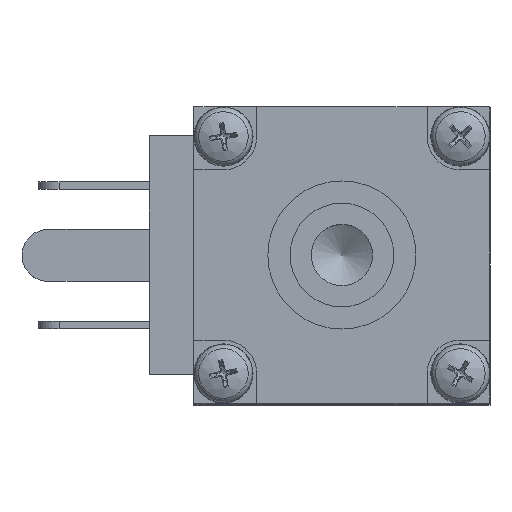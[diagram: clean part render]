
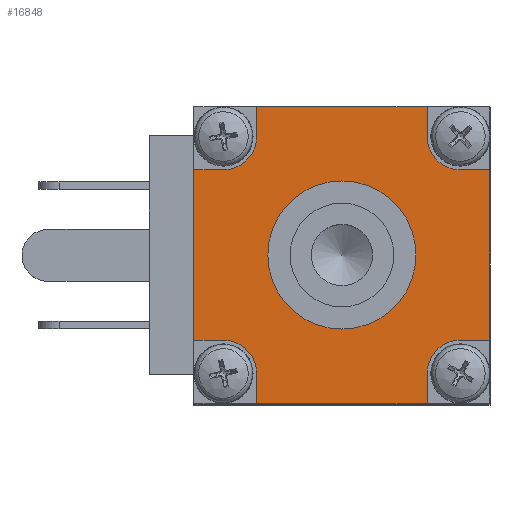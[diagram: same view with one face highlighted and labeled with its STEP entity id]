
A CAD part, top view. The second image highlights one B-rep face of the part: STEP entity #16848.
In plain terms, the highlighted planar face has unit normal (0, 0, 1).
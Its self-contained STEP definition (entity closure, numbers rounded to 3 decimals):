
#2215 = VECTOR ( 'NONE', #4065, 1000. ) ;
#2216 = LINE ( 'NONE', #4054, #2222 ) ;
#2220 = LINE ( 'NONE', #4064, #2215 ) ;
#2222 = VECTOR ( 'NONE', #4067, 1000. ) ;
#2249 = LINE ( 'NONE', #4122, #2260 ) ;
#2257 = LINE ( 'NONE', #4154, #2267 ) ;
#2259 = CIRCLE ( 'NONE', #17724, 5. ) ;
#2260 = VECTOR ( 'NONE', #4123, 1000. ) ;
#2267 = VECTOR ( 'NONE', #4155, 1000. ) ;
#2287 = LINE ( 'NONE', #4183, #2289 ) ;
#2289 = VECTOR ( 'NONE', #4187, 1000. ) ;
#2298 = LINE ( 'NONE', #4209, #2304 ) ;
#2304 = VECTOR ( 'NONE', #4215, 1000. ) ;
#2306 = LINE ( 'NONE', #4216, #2307 ) ;
#2307 = VECTOR ( 'NONE', #4217, 1000. ) ;
#2360 = LINE ( 'NONE', #4357, #2362 ) ;
#2361 = LINE ( 'NONE', #4378, #2371 ) ;
#2362 = VECTOR ( 'NONE', #4358, 1000. ) ;
#2371 = VECTOR ( 'NONE', #4379, 1000. ) ;
#2405 = CIRCLE ( 'NONE', #17750, 2.25 ) ;
#2450 = CIRCLE ( 'NONE', #17767, 2.25 ) ;
#2451 = CIRCLE ( 'NONE', #17769, 2.25 ) ;
#2465 = CIRCLE ( 'NONE', #17777, 2.25 ) ;
#2484 = LINE ( 'NONE', #5284, #2485 ) ;
#2485 = VECTOR ( 'NONE', #5285, 1000. ) ;
#2486 = LINE ( 'NONE', #5286, #2487 ) ;
#2487 = VECTOR ( 'NONE', #5287, 1000. ) ;
#2495 = LINE ( 'NONE', #5299, #2499 ) ;
#2499 = VECTOR ( 'NONE', #5309, 1000. ) ;
#2927 = CARTESIAN_POINT ( 'NONE',  ( 5.75, -10., 77. ) ) ;
#2996 = CARTESIAN_POINT ( 'NONE',  ( 8., -5.75, 77. ) ) ;
#2998 = CARTESIAN_POINT ( 'NONE',  ( 5.75, -8., 77. ) ) ;
#3001 = CARTESIAN_POINT ( 'NONE',  ( 5.75, 8., 77. ) ) ;
#3003 = CARTESIAN_POINT ( 'NONE',  ( 8., 5.75, 77. ) ) ;
#3037 = CARTESIAN_POINT ( 'NONE',  ( -10., 5.75, 77. ) ) ;
#3040 = CARTESIAN_POINT ( 'NONE',  ( -8., -5.75, 77. ) ) ;
#3041 = CARTESIAN_POINT ( 'NONE',  ( -10., -5.75, 77. ) ) ;
#3233 = CARTESIAN_POINT ( 'NONE',  ( 10., -5.75, 77. ) ) ;
#3235 = CARTESIAN_POINT ( 'NONE',  ( 10., 5.75, 77. ) ) ;
#3447 = CARTESIAN_POINT ( 'NONE',  ( -5.75, 10., 77. ) ) ;
#3450 = CARTESIAN_POINT ( 'NONE',  ( -5.75, 8., 77. ) ) ;
#3526 = CARTESIAN_POINT ( 'NONE',  ( -5.75, -10., 77. ) ) ;
#3642 = ORIENTED_EDGE ( 'NONE', *, *, #16020, .T. ) ;
#3644 = ORIENTED_EDGE ( 'NONE', *, *, #16090, .T. ) ;
#3646 = ORIENTED_EDGE ( 'NONE', *, *, #15947, .T. ) ;
#3649 = ORIENTED_EDGE ( 'NONE', *, *, #15961, .F. ) ;
#3651 = ORIENTED_EDGE ( 'NONE', *, *, #16013, .T. ) ;
#3653 = ORIENTED_EDGE ( 'NONE', *, *, #16045, .T. ) ;
#3655 = ORIENTED_EDGE ( 'NONE', *, *, #15971, .T. ) ;
#3657 = ORIENTED_EDGE ( 'NONE', *, *, #16124, .F. ) ;
#3660 = ORIENTED_EDGE ( 'NONE', *, *, #15972, .T. ) ;
#3662 = ORIENTED_EDGE ( 'NONE', *, *, #16107, .T. ) ;
#3664 = ORIENTED_EDGE ( 'NONE', *, *, #16125, .T. ) ;
#3666 = ORIENTED_EDGE ( 'NONE', *, *, #16134, .F. ) ;
#3668 = ORIENTED_EDGE ( 'NONE', *, *, #15941, .T. ) ;
#3671 = ORIENTED_EDGE ( 'NONE', *, *, #16091, .T. ) ;
#3673 = ORIENTED_EDGE ( 'NONE', *, *, #15918, .T. ) ;
#3675 = ORIENTED_EDGE ( 'NONE', *, *, #15917, .F. ) ;
#3677 = ORIENTED_EDGE ( 'NONE', *, *, #15939, .T. ) ;
#4054 = CARTESIAN_POINT ( 'NONE',  ( -5.75, -5., 77. ) ) ;
#4064 = CARTESIAN_POINT ( 'NONE',  ( -10., -10., 77. ) ) ;
#4065 = DIRECTION ( 'NONE',  ( -1., 0., 0. ) ) ;
#4067 = DIRECTION ( 'NONE',  ( 0., -1., 0. ) ) ;
#4112 = CARTESIAN_POINT ( 'NONE',  ( 0., 0., 77. ) ) ;
#4118 = DIRECTION ( 'NONE',  ( 0., 0., -1. ) ) ;
#4119 = DIRECTION ( 'NONE',  ( 0., -1., 0. ) ) ;
#4122 = CARTESIAN_POINT ( 'NONE',  ( -4., -5.75, 77. ) ) ;
#4123 = DIRECTION ( 'NONE',  ( 1., 0., 0. ) ) ;
#4154 = CARTESIAN_POINT ( 'NONE',  ( 5., -5.75, 77. ) ) ;
#4155 = DIRECTION ( 'NONE',  ( 1., 0., 0. ) ) ;
#4183 = CARTESIAN_POINT ( 'NONE',  ( 10., -10., 77. ) ) ;
#4187 = DIRECTION ( 'NONE',  ( 0., -1., 0. ) ) ;
#4209 = CARTESIAN_POINT ( 'NONE',  ( 5.75, 5., 77. ) ) ;
#4215 = DIRECTION ( 'NONE',  ( 0., 1., 0. ) ) ;
#4216 = CARTESIAN_POINT ( 'NONE',  ( -5.75, 4., 77. ) ) ;
#4217 = DIRECTION ( 'NONE',  ( 0., -1., 0. ) ) ;
#4357 = CARTESIAN_POINT ( 'NONE',  ( 4., 5.75, 77. ) ) ;
#4358 = DIRECTION ( 'NONE',  ( -1., 0., 0. ) ) ;
#4378 = CARTESIAN_POINT ( 'NONE',  ( 5.75, -4., 77. ) ) ;
#4379 = DIRECTION ( 'NONE',  ( 0., 1., 0. ) ) ;
#4445 = CARTESIAN_POINT ( 'NONE',  ( 8., 8., 77. ) ) ;
#4447 = DIRECTION ( 'NONE',  ( 0., 0., -1. ) ) ;
#4448 = DIRECTION ( 'NONE',  ( -1., 0., 0. ) ) ;
#4527 = VERTEX_POINT ( 'NONE', #4666 ) ;
#4532 = VERTEX_POINT ( 'NONE', #4665 ) ;
#4611 = CARTESIAN_POINT ( 'NONE',  ( 8., -8., 77. ) ) ;
#4637 = CARTESIAN_POINT ( 'NONE',  ( -8., -8., 77. ) ) ;
#4640 = DIRECTION ( 'NONE',  ( 0., 0., -1. ) ) ;
#4641 = DIRECTION ( 'NONE',  ( 0., 1., 0. ) ) ;
#4643 = DIRECTION ( 'NONE',  ( 0., 0., -1. ) ) ;
#4644 = DIRECTION ( 'NONE',  ( 1., 0., 0. ) ) ;
#4665 = CARTESIAN_POINT ( 'NONE',  ( 5.75, 10., 77. ) ) ;
#4666 = CARTESIAN_POINT ( 'NONE',  ( -5.75, -8., 77. ) ) ;
#4673 = VERTEX_POINT ( 'NONE', #15647 ) ;
#4729 = VERTEX_POINT ( 'NONE', #2927 ) ;
#4798 = VERTEX_POINT ( 'NONE', #2996 ) ;
#4800 = VERTEX_POINT ( 'NONE', #2998 ) ;
#4803 = VERTEX_POINT ( 'NONE', #3001 ) ;
#4805 = VERTEX_POINT ( 'NONE', #3003 ) ;
#4841 = VERTEX_POINT ( 'NONE', #3037 ) ;
#4844 = VERTEX_POINT ( 'NONE', #3040 ) ;
#4845 = VERTEX_POINT ( 'NONE', #3041 ) ;
#5010 = VERTEX_POINT ( 'NONE', #3233 ) ;
#5011 = VERTEX_POINT ( 'NONE', #3235 ) ;
#5127 = VERTEX_POINT ( 'NONE', #3447 ) ;
#5129 = VERTEX_POINT ( 'NONE', #3450 ) ;
#5170 = VERTEX_POINT ( 'NONE', #3526 ) ;
#5221 = CARTESIAN_POINT ( 'NONE',  ( -8., 8., 77. ) ) ;
#5222 = DIRECTION ( 'NONE',  ( 0., 0., -1. ) ) ;
#5223 = DIRECTION ( 'NONE',  ( 0., -1., 0. ) ) ;
#5284 = CARTESIAN_POINT ( 'NONE',  ( 10., 10., 77. ) ) ;
#5285 = DIRECTION ( 'NONE',  ( 1., 0., 0. ) ) ;
#5286 = CARTESIAN_POINT ( 'NONE',  ( -5., 5.75, 77. ) ) ;
#5287 = DIRECTION ( 'NONE',  ( -1., 0., 0. ) ) ;
#5299 = CARTESIAN_POINT ( 'NONE',  ( -10., 10., 77. ) ) ;
#5309 = DIRECTION ( 'NONE',  ( 0., 1., 0. ) ) ;
#8295 = CARTESIAN_POINT ( 'NONE',  ( 0., 0., 77. ) ) ;
#8299 = PLANE ( 'NONE',  #18052 ) ;
#8307 = DIRECTION ( 'NONE',  ( 0., 0., 1. ) ) ;
#8308 = DIRECTION ( 'NONE',  ( 0.707, 0.707, 0. ) ) ;
#8775 = FACE_BOUND ( 'NONE', #11770, .T. ) ;
#8777 = FACE_OUTER_BOUND ( 'NONE', #11767, .T. ) ;
#11767 = EDGE_LOOP ( 'NONE', ( #3642, #3644, #3646, #3649, #3651, #3653, #3655, #3657, #3660, #3662, #3664, #3666, #3668, #3671, #3673, #3675 ) ) ;
#11770 = EDGE_LOOP ( 'NONE', ( #3677 ) ) ;
#15188 = VERTEX_POINT ( 'NONE', #15189 ) ;
#15189 = CARTESIAN_POINT ( 'NONE',  ( 0., -5., 77. ) ) ;
#15647 = CARTESIAN_POINT ( 'NONE',  ( -8., 5.75, 77. ) ) ;
#15917 = EDGE_CURVE ( 'NONE', #4729, #5170, #2220, .T. ) ;
#15918 = EDGE_CURVE ( 'NONE', #4527, #5170, #2216, .T. ) ;
#15939 = EDGE_CURVE ( 'NONE', #15188, #15188, #2259, .T. ) ;
#15941 = EDGE_CURVE ( 'NONE', #4845, #4844, #2249, .T. ) ;
#15947 = EDGE_CURVE ( 'NONE', #4798, #5010, #2257, .T. ) ;
#15961 = EDGE_CURVE ( 'NONE', #5011, #5010, #2287, .T. ) ;
#15971 = EDGE_CURVE ( 'NONE', #4803, #4532, #2298, .T. ) ;
#15972 = EDGE_CURVE ( 'NONE', #5127, #5129, #2306, .T. ) ;
#16013 = EDGE_CURVE ( 'NONE', #5011, #4805, #2360, .T. ) ;
#16020 = EDGE_CURVE ( 'NONE', #4729, #4800, #2361, .T. ) ;
#16045 = EDGE_CURVE ( 'NONE', #4805, #4803, #2405, .T. ) ;
#16090 = EDGE_CURVE ( 'NONE', #4800, #4798, #2450, .T. ) ;
#16091 = EDGE_CURVE ( 'NONE', #4844, #4527, #2451, .T. ) ;
#16107 = EDGE_CURVE ( 'NONE', #5129, #4673, #2465, .T. ) ;
#16124 = EDGE_CURVE ( 'NONE', #5127, #4532, #2484, .T. ) ;
#16125 = EDGE_CURVE ( 'NONE', #4673, #4841, #2486, .T. ) ;
#16134 = EDGE_CURVE ( 'NONE', #4845, #4841, #2495, .T. ) ;
#16848 = ADVANCED_FACE ( 'NONE', ( #8777, #8775 ), #8299, .T. ) ;
#17724 = AXIS2_PLACEMENT_3D ( 'NONE', #4112, #4118, #4119 ) ;
#17750 = AXIS2_PLACEMENT_3D ( 'NONE', #4445, #4447, #4448 ) ;
#17767 = AXIS2_PLACEMENT_3D ( 'NONE', #4611, #4640, #4641 ) ;
#17769 = AXIS2_PLACEMENT_3D ( 'NONE', #4637, #4643, #4644 ) ;
#17777 = AXIS2_PLACEMENT_3D ( 'NONE', #5221, #5222, #5223 ) ;
#18052 = AXIS2_PLACEMENT_3D ( 'NONE', #8295, #8307, #8308 ) ;
